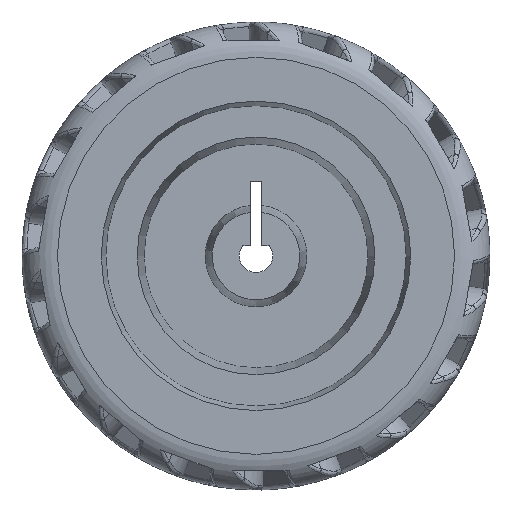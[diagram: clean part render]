
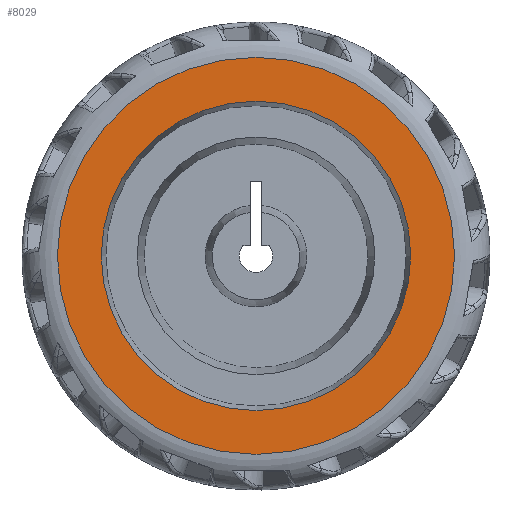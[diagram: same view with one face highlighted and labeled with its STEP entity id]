
A CAD part, top view. The second image highlights one B-rep face of the part: STEP entity #8029.
In plain terms, the highlighted planar face has unit normal (0, 0, 1).
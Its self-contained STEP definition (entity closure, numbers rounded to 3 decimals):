
#239=FACE_BOUND('',#1500,.T.);
#855=PLANE('',#8613);
#1022=FACE_OUTER_BOUND('',#1499,.T.);
#1499=EDGE_LOOP('',(#5106));
#1500=EDGE_LOOP('',(#5107));
#2012=CIRCLE('',#8614,32.085);
#2013=CIRCLE('',#8615,25.005);
#3082=VERTEX_POINT('',#12256);
#3083=VERTEX_POINT('',#12258);
#3858=EDGE_CURVE('',#3082,#3082,#2012,.T.);
#3859=EDGE_CURVE('',#3083,#3083,#2013,.F.);
#5106=ORIENTED_EDGE('',*,*,#3858,.T.);
#5107=ORIENTED_EDGE('',*,*,#3859,.T.);
#8029=ADVANCED_FACE('',(#1022,#239),#855,.T.);
#8613=AXIS2_PLACEMENT_3D('',#12255,#9474,#9475);
#8614=AXIS2_PLACEMENT_3D('',#12257,#9476,#9477);
#8615=AXIS2_PLACEMENT_3D('',#12259,#9478,#9479);
#9474=DIRECTION('center_axis',(0.,0.,1.));
#9475=DIRECTION('ref_axis',(1.,0.,0.));
#9476=DIRECTION('center_axis',(0.,0.,1.));
#9477=DIRECTION('ref_axis',(1.,0.,0.));
#9478=DIRECTION('center_axis',(0.,0.,1.));
#9479=DIRECTION('ref_axis',(1.,0.,0.));
#12255=CARTESIAN_POINT('Origin',(0.417,-0.751,28.144));
#12256=CARTESIAN_POINT('',(-31.668,-0.751,28.144));
#12257=CARTESIAN_POINT('Origin',(0.417,-0.751,28.144));
#12258=CARTESIAN_POINT('',(-24.588,-0.751,28.144));
#12259=CARTESIAN_POINT('Origin',(0.417,-0.751,28.144));
